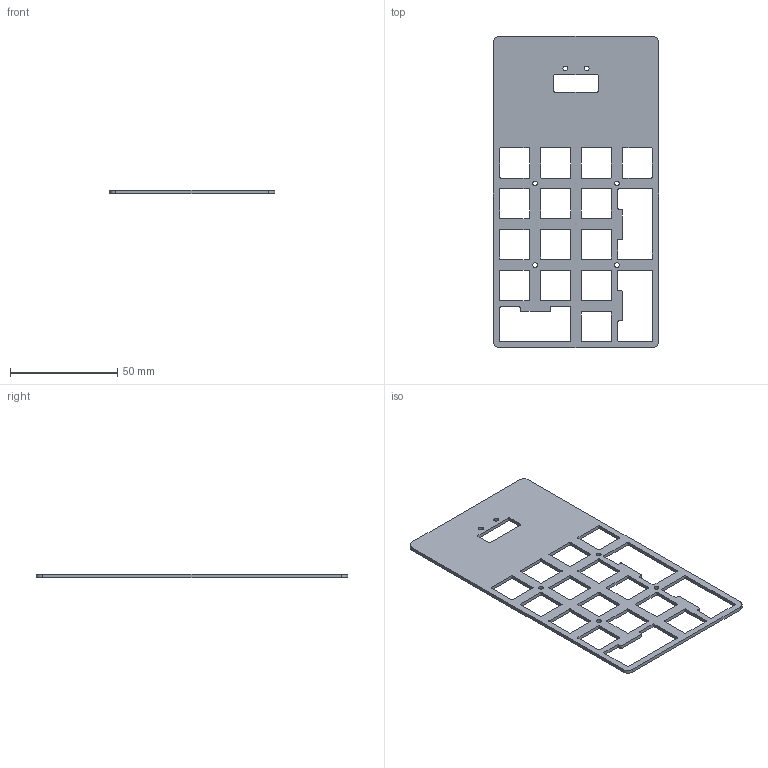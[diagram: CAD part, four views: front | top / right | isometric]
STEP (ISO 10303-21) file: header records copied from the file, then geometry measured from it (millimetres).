
FILE_DESCRIPTION(('KiCad electronic assembly'),'2;1');
FILE_NAME('Calciumor_SwitchCover.step','2024-05-02T22:15:33',('Pcbnew'), ('Kicad'),'Open CASCADE STEP processor 7.7','KiCad to STEP converter', 'Unknown');
FILE_SCHEMA(('AUTOMOTIVE_DESIGN { 1 0 10303 214 1 1 1 1 }'));
Length unit declared in the file: millimetre
Products named in the file (2): Calciumor_SwitchCover 1; Calciumor_SwitchCover_PCB
Assembly tree (1 placements, depth 2):
  Calciumor_SwitchCover 1
    Calciumor_SwitchCover_PCB
Bounding box: 77 x 145 x 1.6 mm (x, y, z)
Volume: 10758.4 mm3; surface area: 16035.4 mm2
Topology: 1 solids, 1 shells, 184 faces, 546 edges, 364 vertices
Faces by surface type: cylinder 94, plane 90
Full cylindrical faces by diameter (mm): 2.2 x6
Entity records: 13917 total; most frequent: CARTESIAN_POINT 3124, DIRECTION 2042, LINE 1262, VECTOR 1262, ORIENTED_EDGE 1092, PCURVE 1092, DEFINITIONAL_REPRESENTATION 1092, EDGE_CURVE 546
